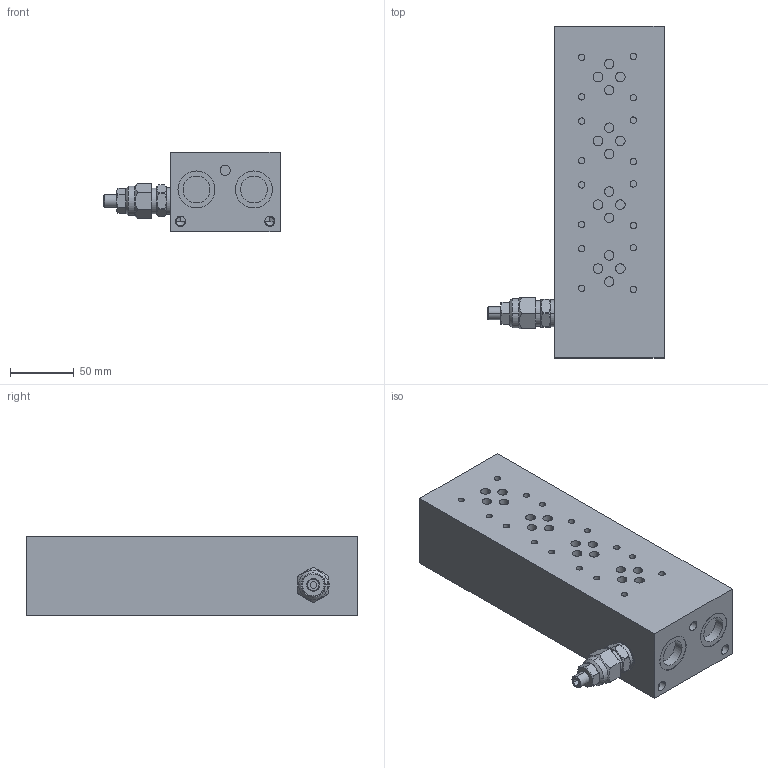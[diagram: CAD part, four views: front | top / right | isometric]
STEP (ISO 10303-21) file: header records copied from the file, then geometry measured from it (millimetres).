
FILE_DESCRIPTION( ( 'STEP AP214' ), '1' );
FILE_NAME( 'tmp0.step', '2010-04-14T15:32:35', ( ' ' ), ( ' ' ), 'XStep 1.0', ' ', ' ' );
FILE_SCHEMA( ( 'automotive_design' ) );
Length unit declared in the file: millimetre
Products named in the file (2): 1; 2
Bounding box: 138 x 260 x 62 mm (x, y, z)
Volume: 1360774.4 mm3; surface area: 106408.2 mm2
Topology: 2 solids, 10 shells, 397 faces, 916 edges, 564 vertices
Faces by surface type: cylinder 164, plane 161, cone 72
Entity records: 21386 total; most frequent: CARTESIAN_POINT 2043, DIRECTION 2006, STYLED_ITEM 1835, PRESENTATION_STYLE_ASSIGNMENT 1835, COLOUR_RGB 1835, ORIENTED_EDGE 1744, EDGE_CURVE 872, CURVE_STYLE 872
